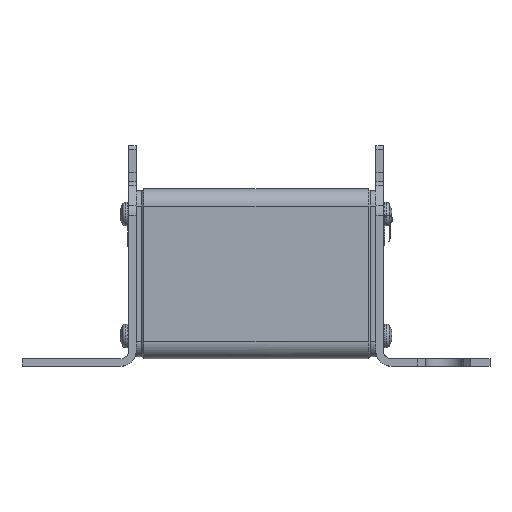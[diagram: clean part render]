
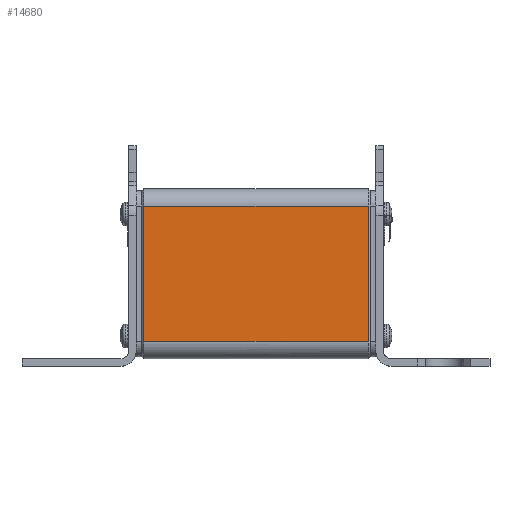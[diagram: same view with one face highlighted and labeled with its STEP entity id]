
A CAD part, top view. The second image highlights one B-rep face of the part: STEP entity #14680.
In plain terms, the highlighted free-form (B-spline) face has degree [1, 1] with [2, 2] control points.
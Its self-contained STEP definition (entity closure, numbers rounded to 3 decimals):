
#10136=CARTESIAN_POINT('V242',(-29.5,
   17.8,14.75));
#10137=VERTEX_POINT('V242',#10136);
#10153=CARTESIAN_POINT('V246',(29.5,17.8,
   14.75));
#10154=VERTEX_POINT('V246',#10153);
#10155=CARTESIAN_POINT('E383',(-29.5,
   17.8,14.75));
#10156=CARTESIAN_POINT('E383',(29.5,17.8,
   14.75));
#10157=QUASI_UNIFORM_CURVE('E383',1,(#10155,#10156),.POLYLINE_FORM.,
   .F.,.U.);
#10158=EDGE_CURVE('E383',#10137,#10154,#10157,.T.);
#14321=CARTESIAN_POINT('V245',(29.5,
   -17.8,14.75));
#14322=VERTEX_POINT('V245',#14321);
#14334=CARTESIAN_POINT('E382',(29.5,17.8,
   14.75));
#14335=CARTESIAN_POINT('E382',(29.5,
   -17.8,14.75));
#14336=QUASI_UNIFORM_CURVE('E382',1,(#14334,#14335),.POLYLINE_FORM.,
   .F.,.U.);
#14337=EDGE_CURVE('E382',#10154,#14322,#14336,.T.);
#14641=CARTESIAN_POINT('V244',(-29.5,
   -17.8,14.75));
#14642=VERTEX_POINT('V244',#14641);
#14643=CARTESIAN_POINT('E381',(29.5,
   -17.8,14.75));
#14644=CARTESIAN_POINT('E381',(-29.5,
   -17.8,14.75));
#14645=QUASI_UNIFORM_CURVE('E381',1,(#14643,#14644),.POLYLINE_FORM.,
   .F.,.U.);
#14646=EDGE_CURVE('E381',#14322,#14642,#14645,.T.);
#14665=CARTESIAN_POINT('F140',(-32.45,
   -19.58,14.75));
#14666=CARTESIAN_POINT('F140',(32.45,
   -19.58,14.75));
#14667=CARTESIAN_POINT('F140',(-32.45,
   19.58,14.75));
#14668=CARTESIAN_POINT('F140',(32.45,19.58,
   14.75));
#14669=B_SPLINE_SURFACE_WITH_KNOTS('F140',1,1,((#14665,#14667),(
   #14666,#14668)),.PLANE_SURF.,.F.,.F.,.U.,(2,2),(2,2),(0.0,
   1.657),(0.0,1.0),.UNSPECIFIED.);
#14670=CARTESIAN_POINT('E380',(-29.5,
   17.8,14.75));
#14671=CARTESIAN_POINT('E380',(-29.5,
   -17.8,14.75));
#14672=QUASI_UNIFORM_CURVE('E380',1,(#14670,#14671),.POLYLINE_FORM.,
   .F.,.U.);
#14673=EDGE_CURVE('E380',#10137,#14642,#14672,.T.);
#14674=ORIENTED_EDGE('E380',*,*,#14673,.T.);
#14675=ORIENTED_EDGE('E381',*,*,#14646,.F.);
#14676=ORIENTED_EDGE('F141',*,*,#14337,.F.);
#14677=ORIENTED_EDGE('E383',*,*,#10158,.F.);
#14678=EDGE_LOOP('F140',(#14674,#14675,#14676,#14677));
#14679=FACE_OUTER_BOUND('F140',#14678,.T.);
#14680=ADVANCED_FACE('F140',(#14679),#14669,.T.);
